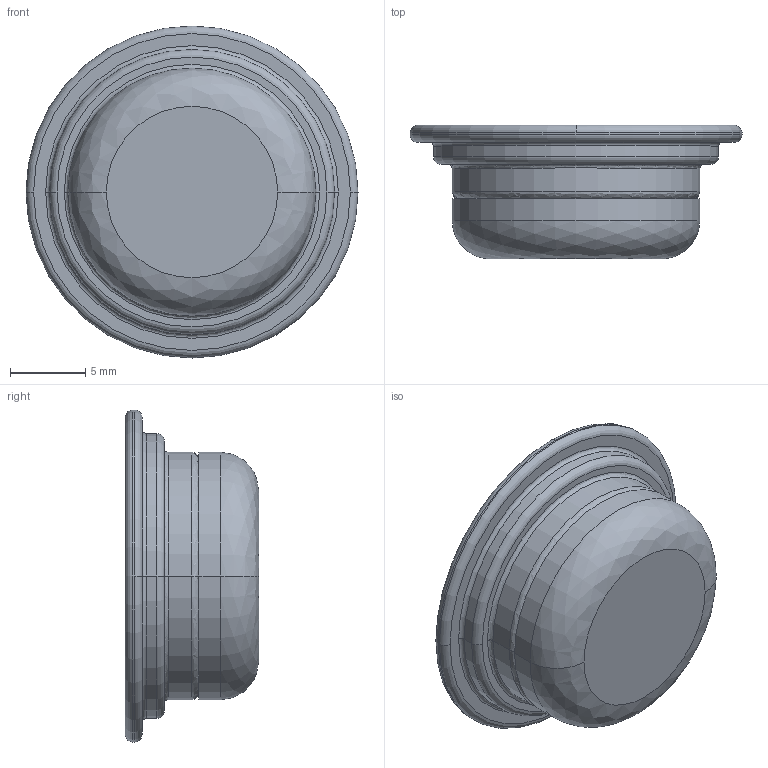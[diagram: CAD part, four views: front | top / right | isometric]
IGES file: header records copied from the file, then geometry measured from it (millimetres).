
Start section:  PTC IGES file: mr-23151-000_sw.igs
Global section: file name: mr-23151-000_sw.igs; native system: Pro/ENGINEER by Parametric Technology Corporation; preprocessor: 2005070; author: LYan; organization: Unknown; date: 060901.135345; units: inch
Bounding box: 22.1 x 8.89 x 22.1 mm (x, y, z)
Surface area: 1183.5 mm2 (no closed solid volume)
Topology: 0 solids, 0 shells, 27 faces, 108 edges, 108 vertices
Faces by surface type: revolution 22, bspline 5
